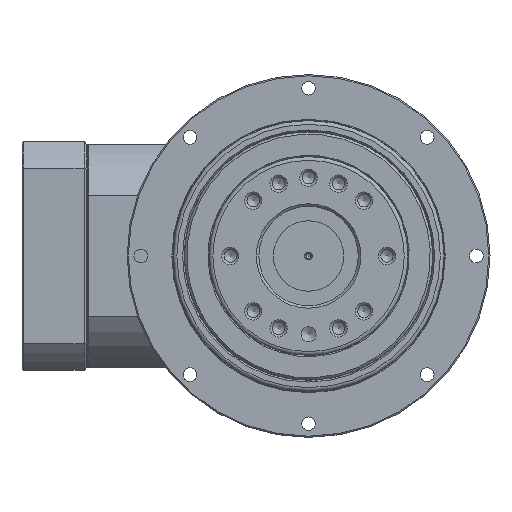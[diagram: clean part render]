
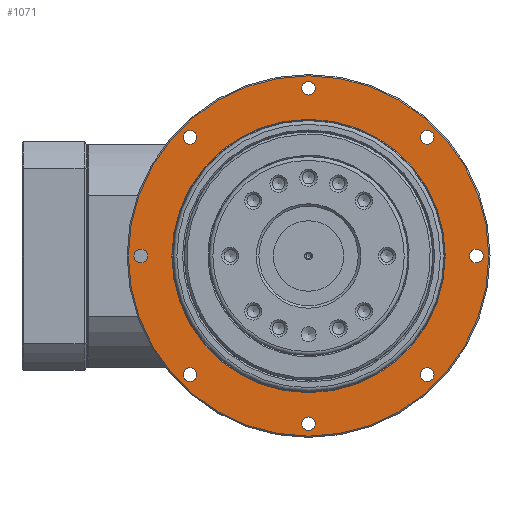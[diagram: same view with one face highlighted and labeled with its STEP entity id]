
A CAD part, left-side view. The second image highlights one B-rep face of the part: STEP entity #1071.
In plain terms, the highlighted planar face has unit normal (-1, 0, 0).
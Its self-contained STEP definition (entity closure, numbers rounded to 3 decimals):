
#185=CARTESIAN_POINT('',(-41.,72.5,0.0));
#186=VERTEX_POINT('',#185);
#187=CARTESIAN_POINT('',(-41.,0.,0.0));
#188=DIRECTION('',(-1.0,0.0,0.0));
#189=DIRECTION('',(0.0,-1.0,0.0));
#190=AXIS2_PLACEMENT_3D('',#187,#188,#189);
#191=CIRCLE('',#190,72.5);
#192=EDGE_CURVE('',#186,#186,#191,.T.);
#269=CARTESIAN_POINT('',(-41.,50.48,-47.73));
#270=VERTEX_POINT('',#269);
#271=CARTESIAN_POINT('',(-41.,47.73,-47.73));
#272=DIRECTION('',(-1.0,0.0,0.0));
#273=DIRECTION('',(0.0,-1.0,0.0));
#274=AXIS2_PLACEMENT_3D('',#271,#272,#273);
#275=CIRCLE('',#274,2.75);
#276=EDGE_CURVE('',#270,#270,#275,.T.);
#297=CARTESIAN_POINT('',(-41.,2.75,-67.5));
#298=VERTEX_POINT('',#297);
#299=CARTESIAN_POINT('',(-41.,0.,-67.5));
#300=DIRECTION('',(-1.0,0.0,0.0));
#301=DIRECTION('',(0.0,-1.0,0.0));
#302=AXIS2_PLACEMENT_3D('',#299,#300,#301);
#303=CIRCLE('',#302,2.75);
#304=EDGE_CURVE('',#298,#298,#303,.T.);
#325=CARTESIAN_POINT('',(-41.,-44.98,-47.73));
#326=VERTEX_POINT('',#325);
#327=CARTESIAN_POINT('',(-41.,-47.73,-47.73));
#328=DIRECTION('',(-1.0,0.0,0.0));
#329=DIRECTION('',(0.0,-1.0,0.0));
#330=AXIS2_PLACEMENT_3D('',#327,#328,#329);
#331=CIRCLE('',#330,2.75);
#332=EDGE_CURVE('',#326,#326,#331,.T.);
#353=CARTESIAN_POINT('',(-41.,-64.75,0.0));
#354=VERTEX_POINT('',#353);
#355=CARTESIAN_POINT('',(-41.,-67.5,0.0));
#356=DIRECTION('',(-1.0,0.0,0.0));
#357=DIRECTION('',(0.0,-1.0,0.0));
#358=AXIS2_PLACEMENT_3D('',#355,#356,#357);
#359=CIRCLE('',#358,2.75);
#360=EDGE_CURVE('',#354,#354,#359,.T.);
#381=CARTESIAN_POINT('',(-41.,-44.98,47.73));
#382=VERTEX_POINT('',#381);
#383=CARTESIAN_POINT('',(-41.,-47.73,47.73));
#384=DIRECTION('',(-1.0,0.0,0.0));
#385=DIRECTION('',(0.0,-1.0,0.0));
#386=AXIS2_PLACEMENT_3D('',#383,#384,#385);
#387=CIRCLE('',#386,2.75);
#388=EDGE_CURVE('',#382,#382,#387,.T.);
#409=CARTESIAN_POINT('',(-41.,2.75,67.5));
#410=VERTEX_POINT('',#409);
#411=CARTESIAN_POINT('',(-41.,0.,67.5));
#412=DIRECTION('',(-1.0,0.0,0.0));
#413=DIRECTION('',(0.0,-1.0,0.0));
#414=AXIS2_PLACEMENT_3D('',#411,#412,#413);
#415=CIRCLE('',#414,2.75);
#416=EDGE_CURVE('',#410,#410,#415,.T.);
#437=CARTESIAN_POINT('',(-41.,50.48,47.73));
#438=VERTEX_POINT('',#437);
#439=CARTESIAN_POINT('',(-41.,47.73,47.73));
#440=DIRECTION('',(-1.0,0.0,0.0));
#441=DIRECTION('',(0.0,-1.0,0.0));
#442=AXIS2_PLACEMENT_3D('',#439,#440,#441);
#443=CIRCLE('',#442,2.75);
#444=EDGE_CURVE('',#438,#438,#443,.T.);
#465=CARTESIAN_POINT('',(-41.,70.25,0.0));
#466=VERTEX_POINT('',#465);
#467=CARTESIAN_POINT('',(-41.,67.5,0.0));
#468=DIRECTION('',(-1.0,0.0,0.0));
#469=DIRECTION('',(0.0,-1.0,0.0));
#470=AXIS2_PLACEMENT_3D('',#467,#468,#469);
#471=CIRCLE('',#470,2.75);
#472=EDGE_CURVE('',#466,#466,#471,.T.);
#908=CARTESIAN_POINT('',(-41.,55.0,0.0));
#909=VERTEX_POINT('',#908);
#910=CARTESIAN_POINT('',(-41.,0.,0.0));
#911=DIRECTION('',(1.0,0.0,0.0));
#912=DIRECTION('',(0.0,1.0,0.0));
#913=AXIS2_PLACEMENT_3D('',#910,#911,#912);
#914=CIRCLE('',#913,55.);
#915=EDGE_CURVE('',#909,#909,#914,.T.);
#1036=CARTESIAN_POINT('',(-41.,55.0,0.0));
#1037=DIRECTION('',(-1.0,0.0,0.0));
#1038=DIRECTION('',(0.0,0.0,1.0));
#1039=AXIS2_PLACEMENT_3D('',#1036,#1037,#1038);
#1040=PLANE('',#1039);
#1041=ORIENTED_EDGE('',*,*,#192,.T.);
#1042=EDGE_LOOP('',(#1041));
#1043=FACE_OUTER_BOUND('',#1042,.T.);
#1044=ORIENTED_EDGE('',*,*,#276,.F.);
#1045=EDGE_LOOP('',(#1044));
#1046=FACE_BOUND('',#1045,.T.);
#1047=ORIENTED_EDGE('',*,*,#304,.F.);
#1048=EDGE_LOOP('',(#1047));
#1049=FACE_BOUND('',#1048,.T.);
#1050=ORIENTED_EDGE('',*,*,#332,.F.);
#1051=EDGE_LOOP('',(#1050));
#1052=FACE_BOUND('',#1051,.T.);
#1053=ORIENTED_EDGE('',*,*,#360,.F.);
#1054=EDGE_LOOP('',(#1053));
#1055=FACE_BOUND('',#1054,.T.);
#1056=ORIENTED_EDGE('',*,*,#388,.F.);
#1057=EDGE_LOOP('',(#1056));
#1058=FACE_BOUND('',#1057,.T.);
#1059=ORIENTED_EDGE('',*,*,#416,.F.);
#1060=EDGE_LOOP('',(#1059));
#1061=FACE_BOUND('',#1060,.T.);
#1062=ORIENTED_EDGE('',*,*,#444,.F.);
#1063=EDGE_LOOP('',(#1062));
#1064=FACE_BOUND('',#1063,.T.);
#1065=ORIENTED_EDGE('',*,*,#472,.F.);
#1066=EDGE_LOOP('',(#1065));
#1067=FACE_BOUND('',#1066,.T.);
#1068=ORIENTED_EDGE('',*,*,#915,.T.);
#1069=EDGE_LOOP('',(#1068));
#1070=FACE_BOUND('',#1069,.T.);
#1071=ADVANCED_FACE('',(#1043,#1046,#1049,#1052,#1055,#1058,#1061,#1064,#1067,#1070),#1040,.T.);
